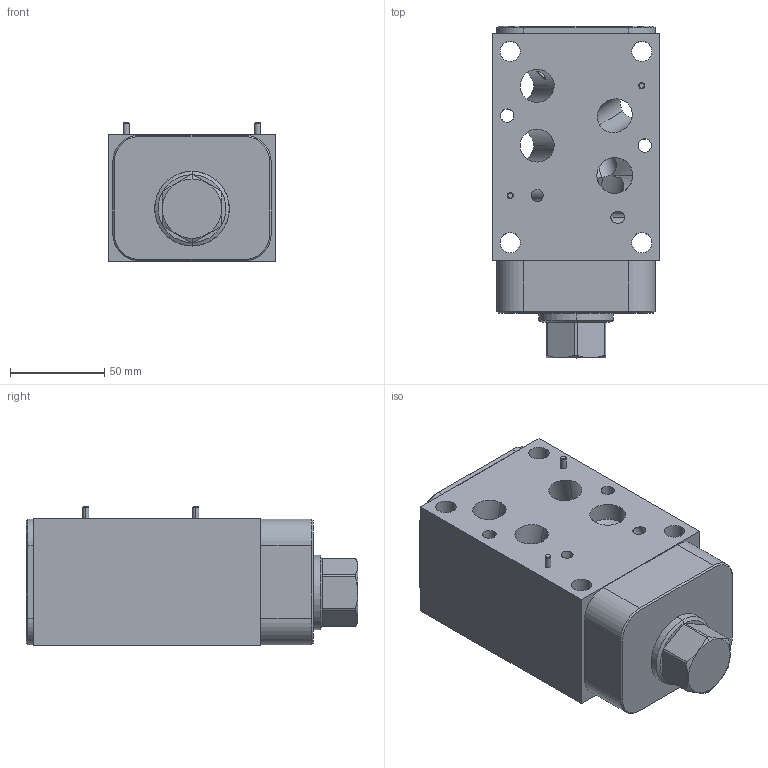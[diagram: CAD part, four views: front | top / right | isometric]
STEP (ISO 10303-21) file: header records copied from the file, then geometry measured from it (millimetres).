
FILE_DESCRIPTION((''),'2;1');
FILE_NAME('BK5_ASM','2019-11-19T',('ProEService'),(''),'PRO/ENGINEER BY PARAMETRIC TECHNOLOGY CORPORATION, 2014200','PRO/ENGINEER BY PARAMETRIC TECHNOLOGY CORPORATION, 2014200','');
FILE_SCHEMA(('CONFIG_CONTROL_DESIGN'));
Length unit declared in the file: inch
Products named in the file (7): 151-145; CXGDXCN; 811-001-006; 500-001-111; 500-001-118; 700-006; BK5_ASM
Assembly tree (7 placements, depth 2):
  BK5_ASM
    151-145
    CXGDXCN
    811-001-006  x2
    500-001-111
    500-001-118
    700-006
Bounding box: 88.9 x 176.23 x 74.02 mm (x, y, z)
Volume: 722404.5 mm3; surface area: 118876.2 mm2
Topology: 5 solids, 5 shells, 367 faces, 1149 edges, 954 vertices
Faces by surface type: cylinder 162, plane 88, cone 72, torus 26, sphere 13, revolution 6
Entity records: 15124 total; most frequent: CARTESIAN_POINT 5418, DIRECTION 2053, ORIENTED_EDGE 1692, EDGE_CURVE 846, AXIS2_PLACEMENT_3D 744, VECTOR 559, LINE 559, VERTEX_POINT 531
